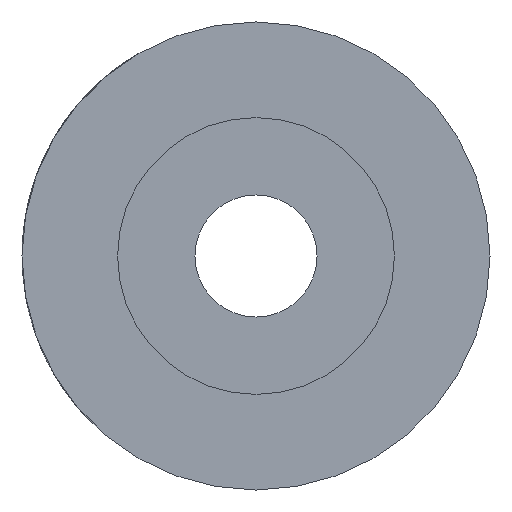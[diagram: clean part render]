
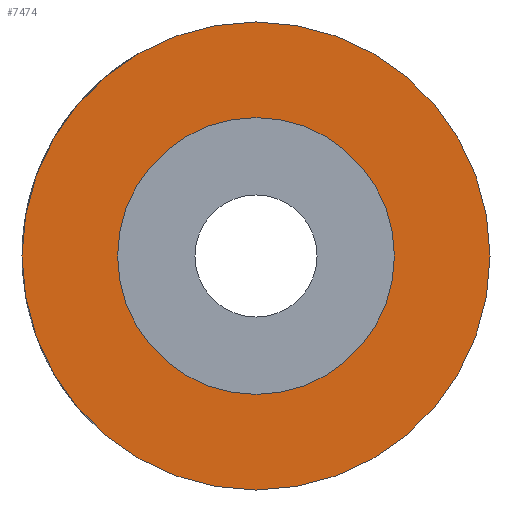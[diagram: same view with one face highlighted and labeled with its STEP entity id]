
A CAD part, left-side view. The second image highlights one B-rep face of the part: STEP entity #7474.
In plain terms, the highlighted planar face has unit normal (-1, 0, 0).
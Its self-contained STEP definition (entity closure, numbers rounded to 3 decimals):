
#46 = ORIENTED_EDGE ( 'NONE', *, *, #2724, .F. ) ;
#123 = ORIENTED_EDGE ( 'NONE', *, *, #2516, .T. ) ;
#149 = AXIS2_PLACEMENT_3D ( 'NONE', #3208, #4501, #7676 ) ;
#171 = EDGE_LOOP ( 'NONE', ( #123, #5204 ) ) ;
#201 = DIRECTION ( 'NONE',  ( 1., 0., 0. ) ) ;
#292 = DIRECTION ( 'NONE',  ( 0., 0., 1. ) ) ;
#371 = DIRECTION ( 'NONE',  ( 0., 0., 1. ) ) ;
#871 = DIRECTION ( 'NONE',  ( 0., 0., -1. ) ) ;
#961 = CIRCLE ( 'NONE', #149, 11.5 ) ;
#1037 = DIRECTION ( 'NONE',  ( -1., 0., 0. ) ) ;
#1539 = VERTEX_POINT ( 'NONE', #4619 ) ;
#1624 = EDGE_LOOP ( 'NONE', ( #3370, #46 ) ) ;
#2171 = AXIS2_PLACEMENT_3D ( 'NONE', #2226, #1037, #371 ) ;
#2226 = CARTESIAN_POINT ( 'NONE',  ( 0., 0., 0. ) ) ;
#2229 = FACE_BOUND ( 'NONE', #1624, .T. ) ;
#2394 = CARTESIAN_POINT ( 'NONE',  ( 0., 0., -11.5 ) ) ;
#2434 = VERTEX_POINT ( 'NONE', #2394 ) ;
#2516 = EDGE_CURVE ( 'NONE', #6958, #2434, #5922, .T. ) ;
#2679 = CARTESIAN_POINT ( 'NONE',  ( 0., 0., 0. ) ) ;
#2724 = EDGE_CURVE ( 'NONE', #7255, #1539, #5673, .T. ) ;
#2997 = AXIS2_PLACEMENT_3D ( 'NONE', #2998, #8089, #7578 ) ;
#2998 = CARTESIAN_POINT ( 'NONE',  ( 0., 0., 0. ) ) ;
#3208 = CARTESIAN_POINT ( 'NONE',  ( 0., 0., 0. ) ) ;
#3370 = ORIENTED_EDGE ( 'NONE', *, *, #5880, .F. ) ;
#3474 = FACE_OUTER_BOUND ( 'NONE', #171, .T. ) ;
#4276 = CARTESIAN_POINT ( 'NONE',  ( 0., 0., -6.8 ) ) ;
#4501 = DIRECTION ( 'NONE',  ( -1., 0., 0. ) ) ;
#4619 = CARTESIAN_POINT ( 'NONE',  ( 0., 0., 6.8 ) ) ;
#4770 = PLANE ( 'NONE',  #6437 ) ;
#5204 = ORIENTED_EDGE ( 'NONE', *, *, #8272, .T. ) ;
#5626 = CIRCLE ( 'NONE', #2171, 6.8 ) ;
#5673 = CIRCLE ( 'NONE', #8205, 6.8 ) ;
#5880 = EDGE_CURVE ( 'NONE', #1539, #7255, #5626, .T. ) ;
#5922 = CIRCLE ( 'NONE', #2997, 11.5 ) ;
#6004 = CARTESIAN_POINT ( 'NONE',  ( 0., 0., 11.5 ) ) ;
#6437 = AXIS2_PLACEMENT_3D ( 'NONE', #2679, #201, #871 ) ;
#6958 = VERTEX_POINT ( 'NONE', #6004 ) ;
#7255 = VERTEX_POINT ( 'NONE', #4276 ) ;
#7411 = DIRECTION ( 'NONE',  ( -1., 0., 0. ) ) ;
#7474 = ADVANCED_FACE ( 'NONE', ( #2229, #3474 ), #4770, .F. ) ;
#7578 = DIRECTION ( 'NONE',  ( 0., 0., 1. ) ) ;
#7676 = DIRECTION ( 'NONE',  ( 0., 0., 1. ) ) ;
#8071 = CARTESIAN_POINT ( 'NONE',  ( 0., 0., 0. ) ) ;
#8089 = DIRECTION ( 'NONE',  ( -1., 0., 0. ) ) ;
#8205 = AXIS2_PLACEMENT_3D ( 'NONE', #8071, #7411, #292 ) ;
#8272 = EDGE_CURVE ( 'NONE', #2434, #6958, #961, .T. ) ;
